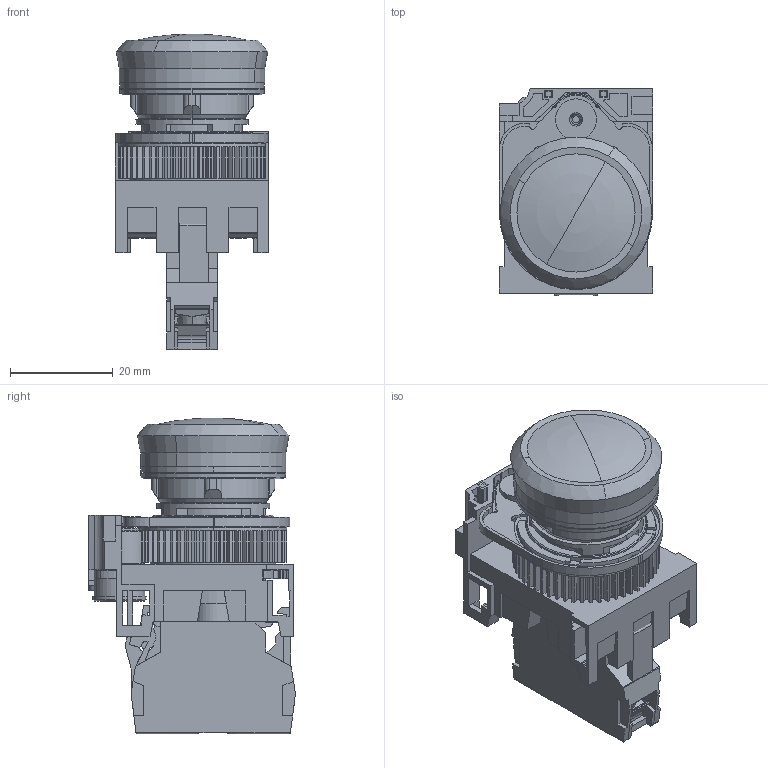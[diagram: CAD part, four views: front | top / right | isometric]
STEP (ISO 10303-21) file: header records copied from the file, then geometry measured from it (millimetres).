
FILE_DESCRIPTION(('STEP AP214'),'1');
FILE_NAME('cctmp_C728C43B-6BD5-4C17-A87B-7E8CE1B1B11C_2025_10_07_17_34_50_0035..stp','2025-10-07T15:34:51',('SIEMENS A&D'),('CADClick - www.CADClick.com'),'Spatial InterOp 3D postprocessed',' ','unknown authorization');
FILE_SCHEMA(('AUTOMOTIVE_DESIGN'));
Length unit declared in the file: millimetre
Products named in the file (4): cc_unnamed; 0_2; 0_1; 0
Assembly tree (3 placements, depth 2):
  cc_unnamed
    0_2
    0_1
    0
Bounding box: 29.8 x 40.28 x 61.5 mm (x, y, z)
Volume: 22861.7 mm3; surface area: 22540.6 mm2
Topology: 3 solids, 4 shells, 2036 faces, 5774 edges, 3783 vertices
Faces by surface type: plane 1442, cylinder 518, cone 64, torus 12
Entity records: 72536 total; most frequent: CARTESIAN_POINT 12121, ORIENTED_EDGE 11540, DIRECTION 11311, EDGE_CURVE 5770, LINE 4163, VECTOR 4163, VERTEX_POINT 3783, AXIS2_PLACEMENT_3D 3574
